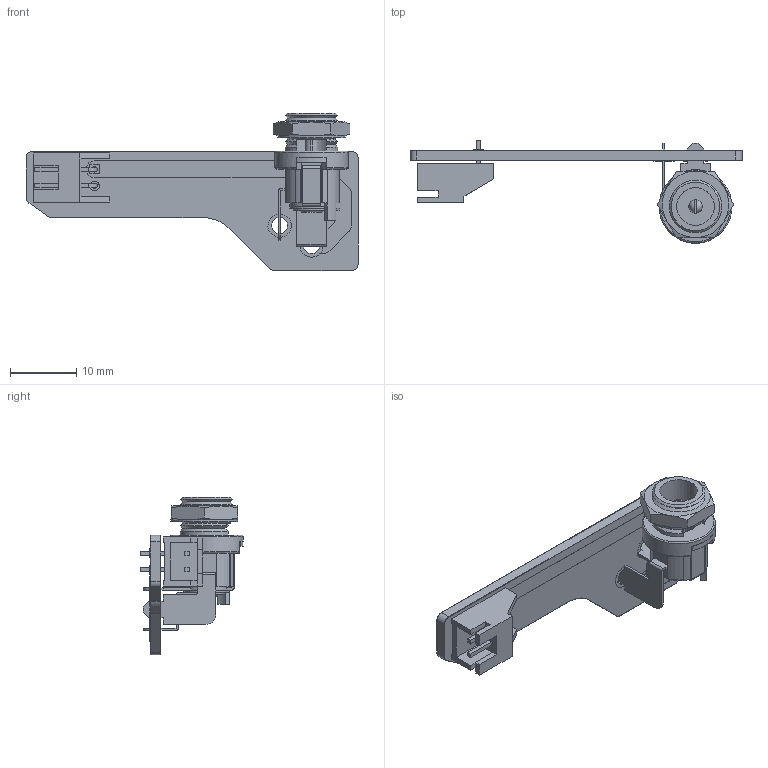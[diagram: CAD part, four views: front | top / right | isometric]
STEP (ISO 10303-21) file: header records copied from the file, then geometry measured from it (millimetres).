
FILE_DESCRIPTION(/* description */ (''),/* implementation_level */ '2;1');
FILE_NAME(/* name */ 'PapraFanBoxPCBA v0.1.step',/* time_stamp */ '2021-01-11T10:23:07-08:00',/* author */ (''),/* organization */ (''),/* preprocessor_version */ 'ST-DEVELOPER v18.1',/* originating_system */ 'Autodesk Translation Framework v9.7.1.1290',/* authorisation */ '');
FILE_SCHEMA (('AUTOMOTIVE_DESIGN { 1 0 10303 214 3 1 1 }'));
Length unit declared in the file: millimetre
Products named in the file (12): PapraFanBoxPCBA; M-CUI-PJ-066A; S2B-XH-A; PapraFanBoxPCB; Board; 1-soldermask; 16-soldermask; Packages; 1-copper; 16-copper; M-CUI-PJ-005X-HDW(WASHER); M-CUI-PJ-005X-HDW(NUT)
Assembly tree (11 placements, depth 3):
  PapraFanBoxPCBA
    M-CUI-PJ-066A
    S2B-XH-A
    PapraFanBoxPCB
      Board
      1-soldermask
      16-soldermask
      Packages
      1-copper
      16-copper
    M-CUI-PJ-005X-HDW(WASHER)
    M-CUI-PJ-005X-HDW(NUT)
Bounding box: 50 x 15.44 x 23.7 mm (x, y, z)
Volume: 1962.6 mm3; surface area: 7543.4 mm2
Topology: 33 solids, 33 shells, 719 faces, 1920 edges, 1273 vertices
Faces by surface type: plane 529, cylinder 159, cone 25, torus 4, sphere 2
Full cylindrical faces by diameter (mm): 0.83 x14, 0.9 x4, 2 x1, 2.43 x14, 2.5 x4, 2.53 x7, 2.6 x2, 5.7 x1, 6.5 x2, 7.176 x1, 8.1 x1, 10.1 x1, 11 x1
Entity records: 23055 total; most frequent: CARTESIAN_POINT 4032, ORIENTED_EDGE 3840, DIRECTION 3763, EDGE_CURVE 1920, LINE 1495, VECTOR 1495, VERTEX_POINT 1273, AXIS2_PLACEMENT_3D 1134
